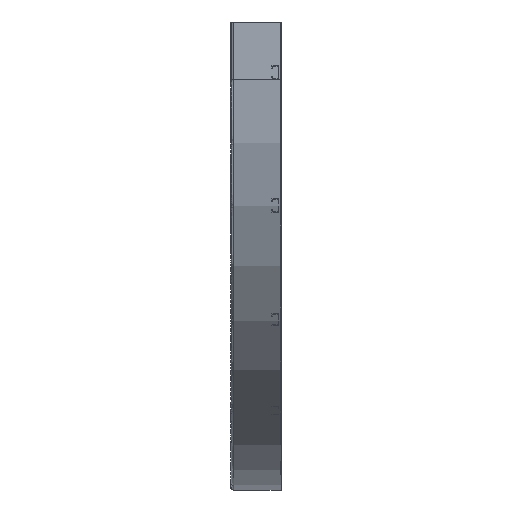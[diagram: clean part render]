
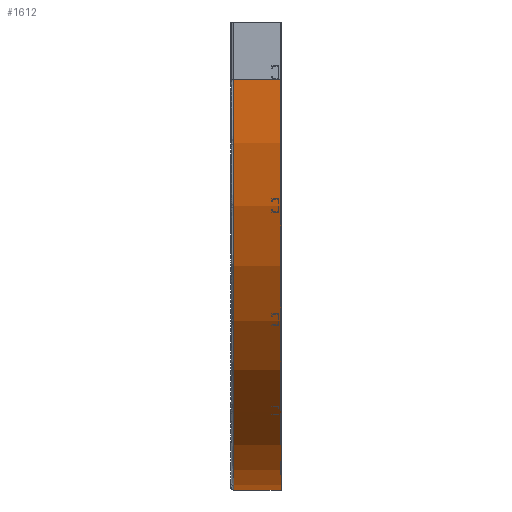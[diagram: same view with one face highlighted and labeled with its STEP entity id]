
A CAD part, left-side view. The second image highlights one B-rep face of the part: STEP entity #1612.
In plain terms, the highlighted cylindrical face has radius 900 mm (diameter 1800 mm), a partial arc.
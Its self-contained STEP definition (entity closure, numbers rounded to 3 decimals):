
#64 = VERTEX_POINT ( 'NONE', #2288 ) ;
#970 = LINE ( 'NONE', #1674, #3285 ) ;
#1319 = AXIS2_PLACEMENT_3D ( 'NONE', #3424, #3367, #3319 ) ;
#1571 = DIRECTION ( 'NONE',  ( 0., 1., 0. ) ) ;
#1612 = ADVANCED_FACE ( 'NONE', ( #6844 ), #4675, .T. ) ;
#1674 = CARTESIAN_POINT ( 'NONE',  ( -900., 0., -1025. ) ) ;
#1831 = DIRECTION ( 'NONE',  ( 0., 0., 1. ) ) ;
#1848 = EDGE_CURVE ( 'NONE', #7860, #4966, #5911, .T. ) ;
#2062 = ORIENTED_EDGE ( 'NONE', *, *, #3040, .T. ) ;
#2079 = DIRECTION ( 'NONE',  ( 0., 1., 0. ) ) ;
#2214 = DIRECTION ( 'NONE',  ( 0., 0., 1. ) ) ;
#2288 = CARTESIAN_POINT ( 'NONE',  ( 0., 0., -125. ) ) ;
#2387 = EDGE_CURVE ( 'NONE', #64, #5385, #3690, .T. ) ;
#2464 = LINE ( 'NONE', #7744, #5416 ) ;
#2717 = CARTESIAN_POINT ( 'NONE',  ( -900., 0., -125. ) ) ;
#3040 = EDGE_CURVE ( 'NONE', #4966, #64, #2464, .T. ) ;
#3285 = VECTOR ( 'NONE', #1571, 1000. ) ;
#3319 = DIRECTION ( 'NONE',  ( 0., 0., 1. ) ) ;
#3367 = DIRECTION ( 'NONE',  ( 0., 1., 0. ) ) ;
#3424 = CARTESIAN_POINT ( 'NONE',  ( -900., 0., -125. ) ) ;
#3619 = CARTESIAN_POINT ( 'NONE',  ( -900., 0., -1025. ) ) ;
#3690 = CIRCLE ( 'NONE', #1319, 900. ) ;
#4675 = CYLINDRICAL_SURFACE ( 'NONE', #6938, 900. ) ;
#4966 = VERTEX_POINT ( 'NONE', #6048 ) ;
#5385 = VERTEX_POINT ( 'NONE', #3619 ) ;
#5416 = VECTOR ( 'NONE', #7596, 1000. ) ;
#5487 = CARTESIAN_POINT ( 'NONE',  ( -900., 104., -125. ) ) ;
#5654 = EDGE_CURVE ( 'NONE', #5385, #7860, #970, .T. ) ;
#5896 = ORIENTED_EDGE ( 'NONE', *, *, #1848, .T. ) ;
#5911 = CIRCLE ( 'NONE', #6471, 900. ) ;
#6048 = CARTESIAN_POINT ( 'NONE',  ( 0., 104., -125. ) ) ;
#6104 = ORIENTED_EDGE ( 'NONE', *, *, #5654, .T. ) ;
#6382 = ORIENTED_EDGE ( 'NONE', *, *, #2387, .T. ) ;
#6432 = EDGE_LOOP ( 'NONE', ( #6382, #6104, #5896, #2062 ) ) ;
#6471 = AXIS2_PLACEMENT_3D ( 'NONE', #5487, #7922, #2214 ) ;
#6674 = CARTESIAN_POINT ( 'NONE',  ( -900., 104., -1025. ) ) ;
#6844 = FACE_OUTER_BOUND ( 'NONE', #6432, .T. ) ;
#6938 = AXIS2_PLACEMENT_3D ( 'NONE', #2717, #2079, #1831 ) ;
#7596 = DIRECTION ( 'NONE',  ( 0., -1., 0. ) ) ;
#7744 = CARTESIAN_POINT ( 'NONE',  ( 0., 0., -125. ) ) ;
#7860 = VERTEX_POINT ( 'NONE', #6674 ) ;
#7922 = DIRECTION ( 'NONE',  ( 0., -1., 0. ) ) ;
